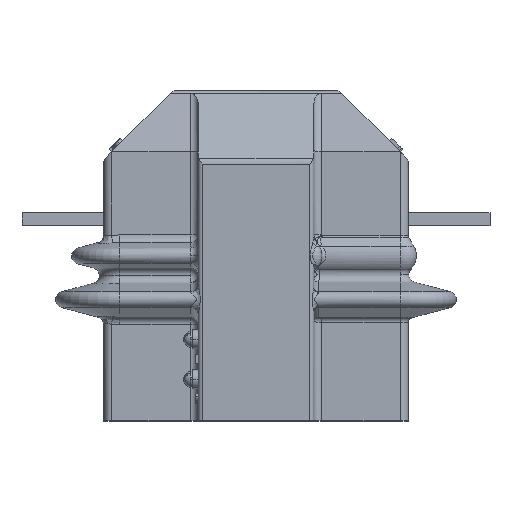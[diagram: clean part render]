
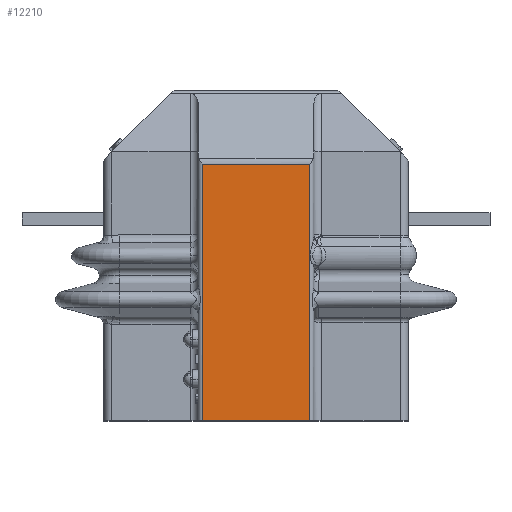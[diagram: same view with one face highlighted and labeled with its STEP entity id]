
A CAD part, top view. The second image highlights one B-rep face of the part: STEP entity #12210.
In plain terms, the highlighted planar face has unit normal (0, 0, 1).
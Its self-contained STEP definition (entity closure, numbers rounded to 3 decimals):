
#1793 = ORIENTED_EDGE ( 'NONE', *, *, #6547, .F. ) ;
#1794 = ORIENTED_EDGE ( 'NONE', *, *, #6630, .T. ) ;
#1831 = ORIENTED_EDGE ( 'NONE', *, *, #6637, .F. ) ;
#1853 = ORIENTED_EDGE ( 'NONE', *, *, #6771, .T. ) ;
#5835 = FACE_OUTER_BOUND ( 'NONE', #11838, .T. ) ;
#6547 = EDGE_CURVE ( 'NONE', #20929, #20820, #16946, .T. ) ;
#6630 = EDGE_CURVE ( 'NONE', #20929, #20943, #16854, .T. ) ;
#6637 = EDGE_CURVE ( 'NONE', #20820, #20915, #16858, .T. ) ;
#6771 = EDGE_CURVE ( 'NONE', #20943, #20915, #18834, .T. ) ;
#10543 = PLANE ( 'NONE',  #17671 ) ;
#10544 = CARTESIAN_POINT ( 'NONE',  ( 33.5, -103., 71. ) ) ;
#10549 = DIRECTION ( 'NONE',  ( 0., 0., -1. ) ) ;
#10550 = DIRECTION ( 'NONE',  ( 1., 0., 0. ) ) ;
#11049 = CARTESIAN_POINT ( 'NONE',  ( -33.5, -103., 71. ) ) ;
#11143 = CARTESIAN_POINT ( 'NONE',  ( -33.5, 57., 71. ) ) ;
#11157 = CARTESIAN_POINT ( 'NONE',  ( 33.5, -103., 71. ) ) ;
#11171 = CARTESIAN_POINT ( 'NONE',  ( 33.5, 57., 71. ) ) ;
#11838 = EDGE_LOOP ( 'NONE', ( #1853, #1831, #1793, #1794 ) ) ;
#12210 = ADVANCED_FACE ( 'NONE', ( #5835 ), #10543, .F. ) ;
#14526 = CARTESIAN_POINT ( 'NONE',  ( 33.5, -103., 71. ) ) ;
#14539 = DIRECTION ( 'NONE',  ( -1., 0., 0. ) ) ;
#14640 = CARTESIAN_POINT ( 'NONE',  ( -33.5, -103., 71. ) ) ;
#15057 = CARTESIAN_POINT ( 'NONE',  ( 33.5, -103., 71. ) ) ;
#15089 = DIRECTION ( 'NONE',  ( 0., 1., 0. ) ) ;
#15143 = DIRECTION ( 'NONE',  ( -1., 0., 0. ) ) ;
#15194 = DIRECTION ( 'NONE',  ( 0., 1., 0. ) ) ;
#15274 = CARTESIAN_POINT ( 'NONE',  ( 103., 57., 71. ) ) ;
#16830 = VECTOR ( 'NONE', #15194, 1000. ) ;
#16854 = LINE ( 'NONE', #15057, #16856 ) ;
#16856 = VECTOR ( 'NONE', #15089, 1000. ) ;
#16858 = LINE ( 'NONE', #14640, #16830 ) ;
#16946 = LINE ( 'NONE', #14526, #16949 ) ;
#16949 = VECTOR ( 'NONE', #14539, 1000. ) ;
#17671 = AXIS2_PLACEMENT_3D ( 'NONE', #10544, #10549, #10550 ) ;
#18834 = LINE ( 'NONE', #15274, #18835 ) ;
#18835 = VECTOR ( 'NONE', #15143, 1000. ) ;
#20820 = VERTEX_POINT ( 'NONE', #11049 ) ;
#20915 = VERTEX_POINT ( 'NONE', #11143 ) ;
#20929 = VERTEX_POINT ( 'NONE', #11157 ) ;
#20943 = VERTEX_POINT ( 'NONE', #11171 ) ;
